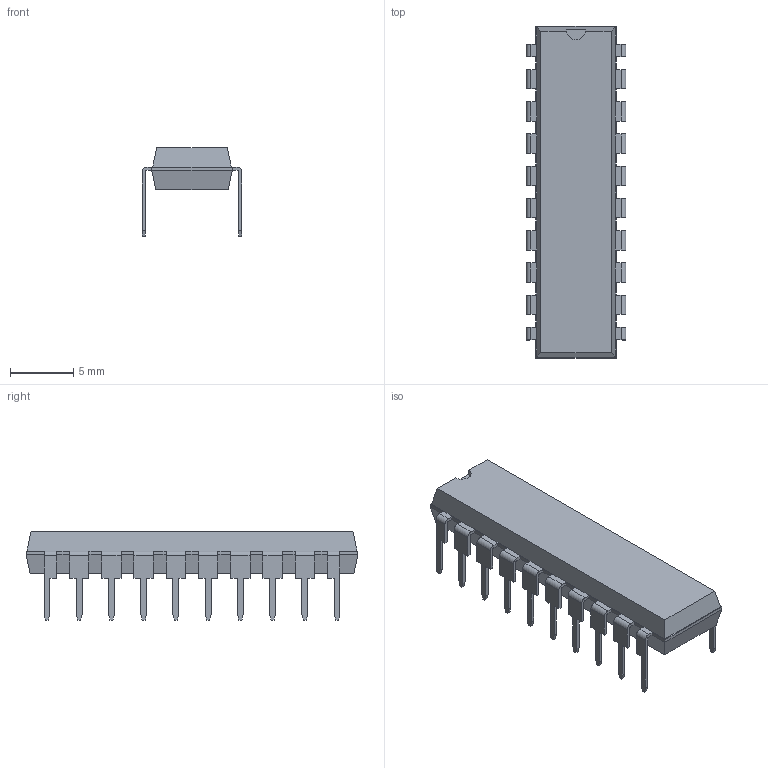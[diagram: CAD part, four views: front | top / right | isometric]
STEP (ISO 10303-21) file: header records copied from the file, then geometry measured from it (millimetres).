
FILE_DESCRIPTION(/* description */ ('model of DIP-20_W7.62mm'),/* implementation_level */ '2;1');
FILE_NAME(/* name */ 'DIP-20_W7.62mm.step',/* time_stamp */ '2017-03-07T01:33:34',/* author */ ('kicad StepUp','ksu'),/* organization */ ('FreeCAD'),/* preprocessor_version */ 'OCC',/* originating_system */ 'kicad StepUp',/* authorisation */ '');
FILE_SCHEMA(('AUTOMOTIVE_DESIGN_CC2 { 1 2 10303 214 -1 1 5 4 }'));
Length unit declared in the file: millimetre
Products named in the file (1): DIP-20_W7.62mm
Bounding box: 7.87 x 26.16 x 6.98 mm (x, y, z)
Volume: 534.7 mm3; surface area: 767.4 mm2
Topology: 1 solids, 1 shells, 352 faces, 960 edges, 610 vertices
Faces by surface type: plane 279, cylinder 41, bspline 32
Entity records: 13603 total; most frequent: CARTESIAN_POINT 2335, ORIENTED_EDGE 1920, DIRECTION 1667, EDGE_CURVE 960, LINE 857, VECTOR 857, VERTEX_POINT 610, AXIS2_PLACEMENT_3D 405
